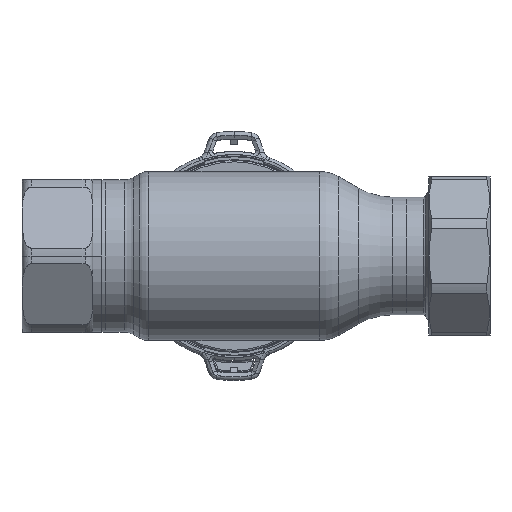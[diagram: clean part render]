
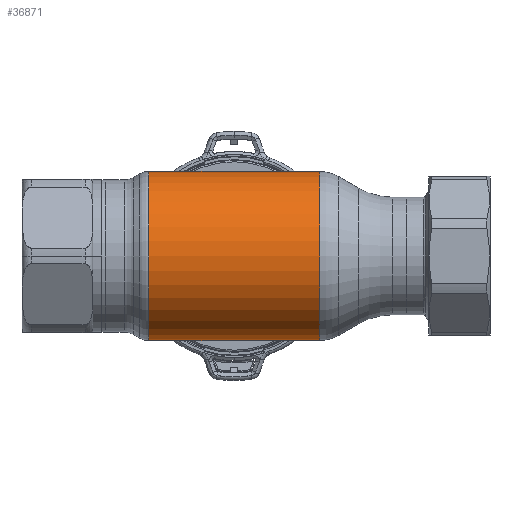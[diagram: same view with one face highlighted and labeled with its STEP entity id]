
A CAD part, front view. The second image highlights one B-rep face of the part: STEP entity #36871.
In plain terms, the highlighted cylindrical face has radius 27.5 mm (diameter 55 mm), a partial arc.
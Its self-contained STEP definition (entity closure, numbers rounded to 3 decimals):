
#16 = DIRECTION ( 'NONE',  ( 1., 0., 0. ) ) ;
#1039 = CARTESIAN_POINT ( 'NONE',  ( 27.785, 0., 27.5 ) ) ;
#2151 = EDGE_CURVE ( 'NONE', #4094, #34781, #7060, .T. ) ;
#2196 = DIRECTION ( 'NONE',  ( 0., 0., -1. ) ) ;
#2299 = CARTESIAN_POINT ( 'NONE',  ( -27.785, 0., -27.5 ) ) ;
#2631 = CARTESIAN_POINT ( 'NONE',  ( 62.69, 0., -27.5 ) ) ;
#3305 = VERTEX_POINT ( 'NONE', #27402 ) ;
#3988 = EDGE_CURVE ( 'NONE', #4094, #8108, #21205, .T. ) ;
#4094 = VERTEX_POINT ( 'NONE', #18628 ) ;
#5582 = FACE_OUTER_BOUND ( 'NONE', #6899, .T. ) ;
#6116 = DIRECTION ( 'NONE',  ( 1., 0., 0. ) ) ;
#6332 = CARTESIAN_POINT ( 'NONE',  ( 62.69, 0., 27.5 ) ) ;
#6899 = EDGE_LOOP ( 'NONE', ( #38254, #20921, #12284, #13090 ) ) ;
#7060 = CIRCLE ( 'NONE', #27974, 27.5 ) ;
#8108 = VERTEX_POINT ( 'NONE', #1039 ) ;
#9429 = CIRCLE ( 'NONE', #31649, 27.5 ) ;
#11692 = VECTOR ( 'NONE', #16, 1000. ) ;
#12284 = ORIENTED_EDGE ( 'NONE', *, *, #35816, .T. ) ;
#13090 = ORIENTED_EDGE ( 'NONE', *, *, #30499, .F. ) ;
#14751 = DIRECTION ( 'NONE',  ( 1., 0., 0. ) ) ;
#18114 = DIRECTION ( 'NONE',  ( 1., 0., 0. ) ) ;
#18628 = CARTESIAN_POINT ( 'NONE',  ( -27.785, 0., 27.5 ) ) ;
#20921 = ORIENTED_EDGE ( 'NONE', *, *, #2151, .T. ) ;
#21205 = LINE ( 'NONE', #6332, #31600 ) ;
#23337 = DIRECTION ( 'NONE',  ( 1., 0., 0. ) ) ;
#23484 = CYLINDRICAL_SURFACE ( 'NONE', #30214, 27.5 ) ;
#24094 = LINE ( 'NONE', #2631, #11692 ) ;
#27402 = CARTESIAN_POINT ( 'NONE',  ( 27.785, 0., -27.5 ) ) ;
#27974 = AXIS2_PLACEMENT_3D ( 'NONE', #38207, #23337, #37607 ) ;
#30214 = AXIS2_PLACEMENT_3D ( 'NONE', #33013, #18114, #2196 ) ;
#30499 = EDGE_CURVE ( 'NONE', #8108, #3305, #9429, .T. ) ;
#30634 = CARTESIAN_POINT ( 'NONE',  ( 27.785, 0., 0. ) ) ;
#31600 = VECTOR ( 'NONE', #6116, 1000. ) ;
#31649 = AXIS2_PLACEMENT_3D ( 'NONE', #30634, #14751, #33216 ) ;
#33013 = CARTESIAN_POINT ( 'NONE',  ( 62.69, 0., 0. ) ) ;
#33216 = DIRECTION ( 'NONE',  ( 0., 0., -1. ) ) ;
#34781 = VERTEX_POINT ( 'NONE', #2299 ) ;
#35816 = EDGE_CURVE ( 'NONE', #34781, #3305, #24094, .T. ) ;
#36871 = ADVANCED_FACE ( 'NONE', ( #5582 ), #23484, .T. ) ;
#37607 = DIRECTION ( 'NONE',  ( 0., 0., -1. ) ) ;
#38207 = CARTESIAN_POINT ( 'NONE',  ( -27.785, 0., 0. ) ) ;
#38254 = ORIENTED_EDGE ( 'NONE', *, *, #3988, .F. ) ;
